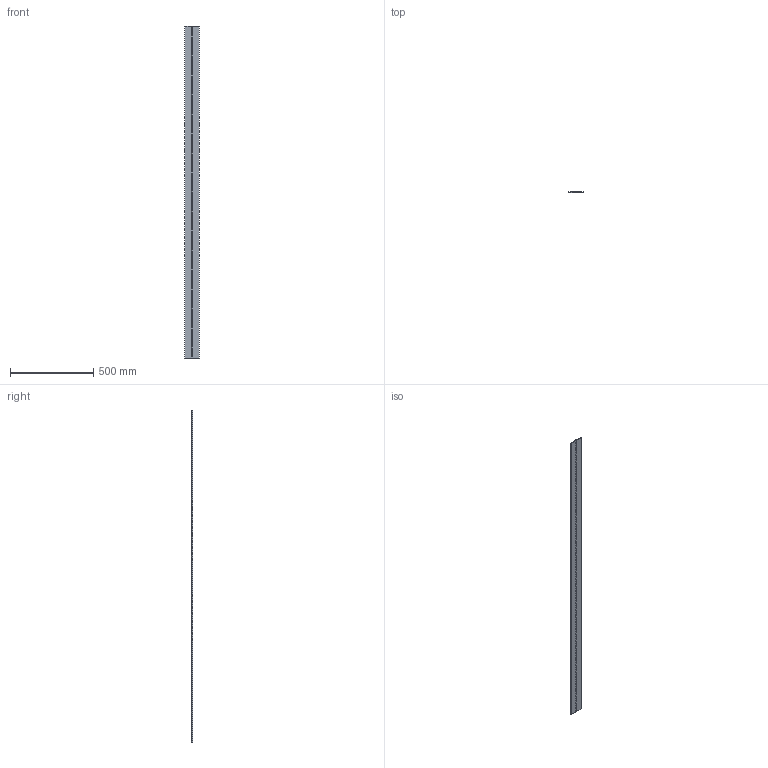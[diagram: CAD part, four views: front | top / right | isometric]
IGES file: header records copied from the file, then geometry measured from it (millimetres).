
Start section: SolidWorks IGES file using analytic representation for surfaces
Global section: file name: B-218-5.IGS; native system: SolidWorks 2014; preprocessor: SolidWorks 2014; author: 1337yo; date: 190531.104145; units: millimetre
Bounding box: 86 x 8 x 2000 mm (x, y, z)
Surface area: 431779.4 mm2 (no closed solid volume)
Topology: 0 solids, 0 shells, 1041 faces, 25086 edges, 25086 vertices
Faces by surface type: revolution 557, bspline 484
